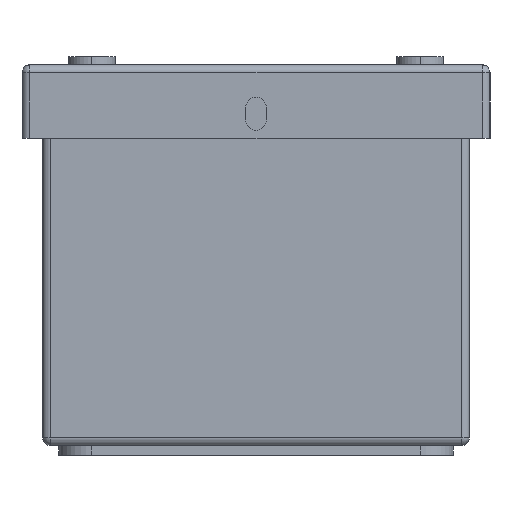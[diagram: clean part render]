
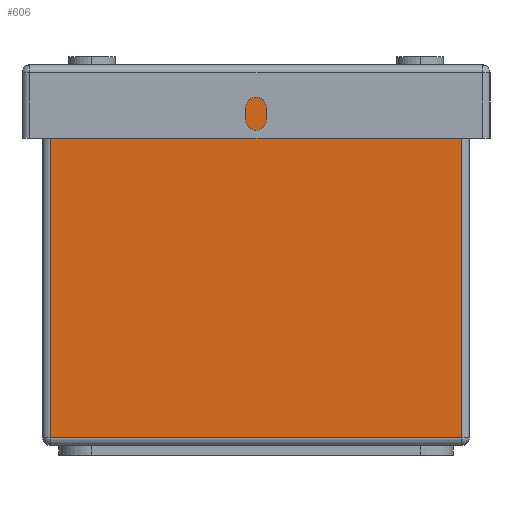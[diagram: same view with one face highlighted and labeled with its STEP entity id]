
A CAD part, left-side view. The second image highlights one B-rep face of the part: STEP entity #606.
In plain terms, the highlighted planar face has unit normal (-1, 0, 0).
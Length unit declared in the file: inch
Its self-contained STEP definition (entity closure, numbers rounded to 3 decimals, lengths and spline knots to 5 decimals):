
#606 = ADVANCED_FACE ( 'NONE', ( #10053 ), #4147, .F. ) ;
#648 = EDGE_LOOP ( 'NONE', ( #12086, #5645, #7204, #2119 ) ) ;
#765 = LINE ( 'NONE', #12597, #15086 ) ;
#1359 = VERTEX_POINT ( 'NONE', #1489 ) ;
#1489 = CARTESIAN_POINT ( 'NONE',  ( 0., 3.19, 2.69 ) ) ;
#1763 = DIRECTION ( 'NONE',  ( 0., 0., -1. ) ) ;
#2119 = ORIENTED_EDGE ( 'NONE', *, *, #6114, .T. ) ;
#2282 = AXIS2_PLACEMENT_3D ( 'NONE', #4073, #10121, #12297 ) ;
#3200 = VERTEX_POINT ( 'NONE', #3968 ) ;
#3664 = VECTOR ( 'NONE', #14681, 39.37008 ) ;
#3689 = LINE ( 'NONE', #9427, #13972 ) ;
#3968 = CARTESIAN_POINT ( 'NONE',  ( 0., 0.06, 0.06 ) ) ;
#4027 = EDGE_CURVE ( 'NONE', #1359, #12158, #765, .T. ) ;
#4073 = CARTESIAN_POINT ( 'NONE',  ( 0., 3.19, 2.75 ) ) ;
#4147 = PLANE ( 'NONE',  #2282 ) ;
#5645 = ORIENTED_EDGE ( 'NONE', *, *, #11124, .T. ) ;
#6114 = EDGE_CURVE ( 'NONE', #12158, #3200, #9626, .T. ) ;
#7102 = DIRECTION ( 'NONE',  ( 0., 1., 0. ) ) ;
#7204 = ORIENTED_EDGE ( 'NONE', *, *, #4027, .T. ) ;
#8237 = VERTEX_POINT ( 'NONE', #15294 ) ;
#8746 = CARTESIAN_POINT ( 'NONE',  ( 0., 3.19, 0.06 ) ) ;
#9427 = CARTESIAN_POINT ( 'NONE',  ( 0., 3.19, 2.69 ) ) ;
#9559 = EDGE_CURVE ( 'NONE', #8237, #3200, #13290, .T. ) ;
#9626 = LINE ( 'NONE', #12027, #11221 ) ;
#10053 = FACE_OUTER_BOUND ( 'NONE', #648, .T. ) ;
#10121 = DIRECTION ( 'NONE',  ( 1., 0., 0. ) ) ;
#10706 = DIRECTION ( 'NONE',  ( 0., -1., 0. ) ) ;
#11124 = EDGE_CURVE ( 'NONE', #8237, #1359, #3689, .T. ) ;
#11221 = VECTOR ( 'NONE', #10706, 39.37008 ) ;
#12027 = CARTESIAN_POINT ( 'NONE',  ( 0., 3.19, 0.06 ) ) ;
#12086 = ORIENTED_EDGE ( 'NONE', *, *, #9559, .F. ) ;
#12138 = CARTESIAN_POINT ( 'NONE',  ( 0., 0.06, 2.75 ) ) ;
#12158 = VERTEX_POINT ( 'NONE', #8746 ) ;
#12297 = DIRECTION ( 'NONE',  ( 0., 1., 0. ) ) ;
#12597 = CARTESIAN_POINT ( 'NONE',  ( 0., 3.19, 2.75 ) ) ;
#13290 = LINE ( 'NONE', #12138, #3664 ) ;
#13972 = VECTOR ( 'NONE', #7102, 39.37008 ) ;
#14681 = DIRECTION ( 'NONE',  ( 0., 0., -1. ) ) ;
#15086 = VECTOR ( 'NONE', #1763, 39.37008 ) ;
#15294 = CARTESIAN_POINT ( 'NONE',  ( 0., 0.06, 2.69 ) ) ;
